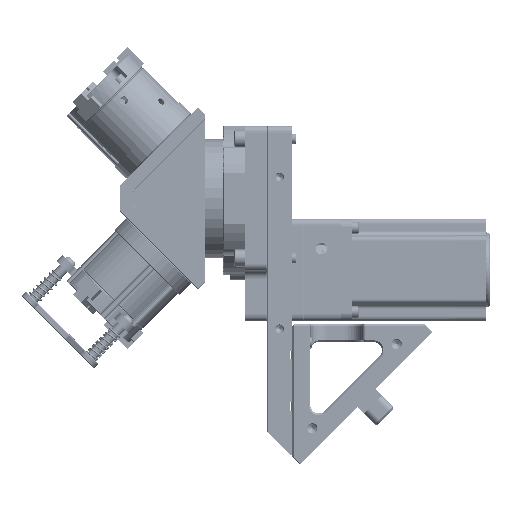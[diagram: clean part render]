
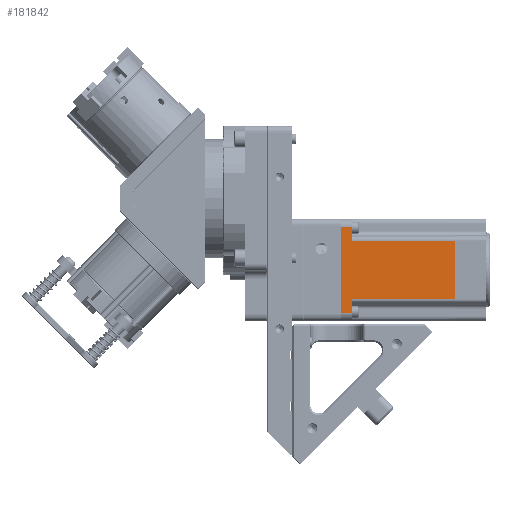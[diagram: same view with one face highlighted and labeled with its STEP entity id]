
A CAD part, front view. The second image highlights one B-rep face of the part: STEP entity #181842.
In plain terms, the highlighted planar face has unit normal (0, -1, 0).
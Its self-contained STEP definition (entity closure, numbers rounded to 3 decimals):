
#4942 = DIRECTION ( 'NONE',  ( 1., 0., 0. ) ) ;
#8981 = EDGE_CURVE ( 'NONE', #195407, #129455, #172665, .T. ) ;
#17056 = PLANE ( 'NONE',  #135365 ) ;
#22365 = FACE_OUTER_BOUND ( 'NONE', #62113, .T. ) ;
#22631 = CARTESIAN_POINT ( 'NONE',  ( 30., -30., 66.8 ) ) ;
#23947 = VERTEX_POINT ( 'NONE', #217448 ) ;
#24185 = DIRECTION ( 'NONE',  ( 0., 0., -1. ) ) ;
#25282 = CARTESIAN_POINT ( 'NONE',  ( -17., -30., 33.4 ) ) ;
#27511 = ORIENTED_EDGE ( 'NONE', *, *, #178114, .F. ) ;
#28340 = CARTESIAN_POINT ( 'NONE',  ( 25., -30., 0. ) ) ;
#35132 = VECTOR ( 'NONE', #42712, 1000. ) ;
#40069 = DIRECTION ( 'NONE',  ( 1., 0., 0. ) ) ;
#41245 = LINE ( 'NONE', #22631, #122166 ) ;
#42712 = DIRECTION ( 'NONE',  ( 0., 0., 1. ) ) ;
#45614 = VERTEX_POINT ( 'NONE', #167673 ) ;
#49923 = VECTOR ( 'NONE', #4942, 1000. ) ;
#52166 = ORIENTED_EDGE ( 'NONE', *, *, #97605, .F. ) ;
#53845 = CARTESIAN_POINT ( 'NONE',  ( 25., -30., 66.8 ) ) ;
#55320 = CARTESIAN_POINT ( 'NONE',  ( 30., -30., 60.5 ) ) ;
#62113 = EDGE_LOOP ( 'NONE', ( #140422, #170677, #181649, #118607, #145528, #90409, #52166, #27511 ) ) ;
#64529 = EDGE_CURVE ( 'NONE', #195407, #146893, #90282, .T. ) ;
#71748 = LINE ( 'NONE', #83059, #152682 ) ;
#74052 = LINE ( 'NONE', #28340, #165747 ) ;
#81178 = DIRECTION ( 'NONE',  ( 0., 0., -1. ) ) ;
#83059 = CARTESIAN_POINT ( 'NONE',  ( 30., -30., 60.5 ) ) ;
#90282 = LINE ( 'NONE', #159572, #49923 ) ;
#90409 = ORIENTED_EDGE ( 'NONE', *, *, #124655, .F. ) ;
#92124 = CARTESIAN_POINT ( 'NONE',  ( 17., -30., 33.4 ) ) ;
#94901 = EDGE_CURVE ( 'NONE', #127640, #23947, #162166, .T. ) ;
#97605 = EDGE_CURVE ( 'NONE', #154327, #45614, #129073, .T. ) ;
#102384 = DIRECTION ( 'NONE',  ( 0., 1., 0. ) ) ;
#103149 = CARTESIAN_POINT ( 'NONE',  ( 30., -30., 0. ) ) ;
#103589 = CARTESIAN_POINT ( 'NONE',  ( 17., -30., 0. ) ) ;
#105626 = LINE ( 'NONE', #92124, #113803 ) ;
#107868 = CARTESIAN_POINT ( 'NONE',  ( -25., -30., 60.5 ) ) ;
#113803 = VECTOR ( 'NONE', #24185, 1000. ) ;
#118607 = ORIENTED_EDGE ( 'NONE', *, *, #94901, .F. ) ;
#121767 = VECTOR ( 'NONE', #209817, 1000. ) ;
#122166 = VECTOR ( 'NONE', #40069, 1000. ) ;
#124352 = CARTESIAN_POINT ( 'NONE',  ( 25., -30., 60.5 ) ) ;
#124655 = EDGE_CURVE ( 'NONE', #45614, #136029, #41245, .T. ) ;
#127640 = VERTEX_POINT ( 'NONE', #124352 ) ;
#128438 = CARTESIAN_POINT ( 'NONE',  ( -17., -30., 60.5 ) ) ;
#129073 = LINE ( 'NONE', #192524, #215382 ) ;
#129455 = VERTEX_POINT ( 'NONE', #128438 ) ;
#130237 = CARTESIAN_POINT ( 'NONE',  ( -17., -30., 0. ) ) ;
#135365 = AXIS2_PLACEMENT_3D ( 'NONE', #103149, #102384, #137790 ) ;
#136029 = VERTEX_POINT ( 'NONE', #53845 ) ;
#137790 = DIRECTION ( 'NONE',  ( 0., 0., 1. ) ) ;
#140422 = ORIENTED_EDGE ( 'NONE', *, *, #8981, .F. ) ;
#145528 = ORIENTED_EDGE ( 'NONE', *, *, #187982, .F. ) ;
#146893 = VERTEX_POINT ( 'NONE', #103589 ) ;
#152682 = VECTOR ( 'NONE', #186285, 1000. ) ;
#154327 = VERTEX_POINT ( 'NONE', #107868 ) ;
#157870 = DIRECTION ( 'NONE',  ( 0., 0., 1. ) ) ;
#159572 = CARTESIAN_POINT ( 'NONE',  ( 0., -30., 0. ) ) ;
#162166 = LINE ( 'NONE', #55320, #121767 ) ;
#165747 = VECTOR ( 'NONE', #81178, 1000. ) ;
#167673 = CARTESIAN_POINT ( 'NONE',  ( -25., -30., 66.8 ) ) ;
#170677 = ORIENTED_EDGE ( 'NONE', *, *, #64529, .T. ) ;
#172665 = LINE ( 'NONE', #25282, #35132 ) ;
#178114 = EDGE_CURVE ( 'NONE', #129455, #154327, #71748, .T. ) ;
#181649 = ORIENTED_EDGE ( 'NONE', *, *, #216767, .F. ) ;
#181842 = ADVANCED_FACE ( 'NONE', ( #22365 ), #17056, .F. ) ;
#186285 = DIRECTION ( 'NONE',  ( -1., 0., 0. ) ) ;
#187982 = EDGE_CURVE ( 'NONE', #136029, #127640, #74052, .T. ) ;
#192524 = CARTESIAN_POINT ( 'NONE',  ( -25., -30., 0. ) ) ;
#195407 = VERTEX_POINT ( 'NONE', #130237 ) ;
#209817 = DIRECTION ( 'NONE',  ( -1., 0., 0. ) ) ;
#215382 = VECTOR ( 'NONE', #157870, 1000. ) ;
#216767 = EDGE_CURVE ( 'NONE', #23947, #146893, #105626, .T. ) ;
#217448 = CARTESIAN_POINT ( 'NONE',  ( 17., -30., 60.5 ) ) ;
